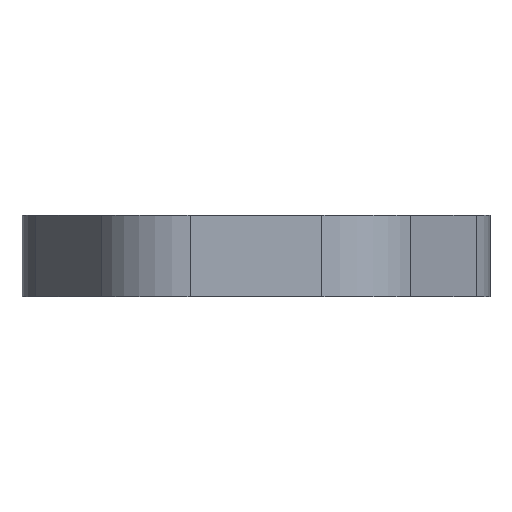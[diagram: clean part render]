
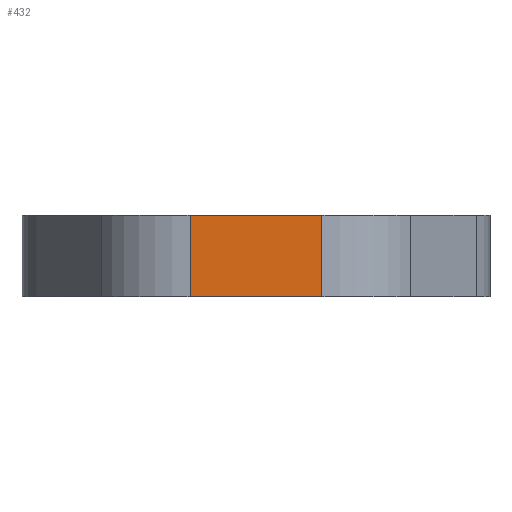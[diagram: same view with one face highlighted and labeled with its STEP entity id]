
A CAD part, front view. The second image highlights one B-rep face of the part: STEP entity #432.
In plain terms, the highlighted planar face has unit normal (0, -1, 0).
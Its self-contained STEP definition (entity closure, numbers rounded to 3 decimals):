
#9 = LINE ( 'NONE', #956, #428 ) ;
#13 = CARTESIAN_POINT ( 'NONE',  ( -3.222, -10.581, 4. ) ) ;
#45 = PLANE ( 'NONE',  #413 ) ;
#52 = VECTOR ( 'NONE', #900, 1000. ) ;
#74 = CARTESIAN_POINT ( 'NONE',  ( -3.222, -10.581, 4. ) ) ;
#86 = EDGE_CURVE ( 'NONE', #631, #797, #9, .T. ) ;
#92 = CARTESIAN_POINT ( 'NONE',  ( 3.222, -10.581, 4. ) ) ;
#100 = CARTESIAN_POINT ( 'NONE',  ( 3.222, -10.581, 4. ) ) ;
#138 = EDGE_CURVE ( 'NONE', #860, #904, #777, .T. ) ;
#150 = EDGE_CURVE ( 'NONE', #860, #631, #347, .T. ) ;
#153 = ORIENTED_EDGE ( 'NONE', *, *, #632, .T. ) ;
#199 = CARTESIAN_POINT ( 'NONE',  ( -6.109, -10.581, 4. ) ) ;
#200 = VECTOR ( 'NONE', #588, 1000. ) ;
#243 = CARTESIAN_POINT ( 'NONE',  ( 3.222, -10.581, 0. ) ) ;
#244 = LINE ( 'NONE', #92, #52 ) ;
#264 = DIRECTION ( 'NONE',  ( 0., 0., 1. ) ) ;
#287 = ORIENTED_EDGE ( 'NONE', *, *, #138, .F. ) ;
#347 = LINE ( 'NONE', #74, #200 ) ;
#361 = ORIENTED_EDGE ( 'NONE', *, *, #150, .T. ) ;
#413 = AXIS2_PLACEMENT_3D ( 'NONE', #199, #707, #264 ) ;
#428 = VECTOR ( 'NONE', #816, 1000. ) ;
#432 = ADVANCED_FACE ( 'NONE', ( #945 ), #45, .F. ) ;
#585 = VECTOR ( 'NONE', #729, 1000. ) ;
#588 = DIRECTION ( 'NONE',  ( 0., 0., -1. ) ) ;
#631 = VERTEX_POINT ( 'NONE', #894 ) ;
#632 = EDGE_CURVE ( 'NONE', #797, #904, #244, .T. ) ;
#707 = DIRECTION ( 'NONE',  ( 0., 1., 0. ) ) ;
#724 = ORIENTED_EDGE ( 'NONE', *, *, #86, .T. ) ;
#729 = DIRECTION ( 'NONE',  ( 1., 0., 0. ) ) ;
#777 = LINE ( 'NONE', #890, #585 ) ;
#797 = VERTEX_POINT ( 'NONE', #243 ) ;
#816 = DIRECTION ( 'NONE',  ( 1., 0., 0. ) ) ;
#860 = VERTEX_POINT ( 'NONE', #13 ) ;
#890 = CARTESIAN_POINT ( 'NONE',  ( -6.109, -10.581, 4. ) ) ;
#894 = CARTESIAN_POINT ( 'NONE',  ( -3.222, -10.581, 0. ) ) ;
#900 = DIRECTION ( 'NONE',  ( 0., 0., 1. ) ) ;
#904 = VERTEX_POINT ( 'NONE', #100 ) ;
#939 = EDGE_LOOP ( 'NONE', ( #724, #153, #287, #361 ) ) ;
#945 = FACE_OUTER_BOUND ( 'NONE', #939, .T. ) ;
#956 = CARTESIAN_POINT ( 'NONE',  ( -6.109, -10.581, 0. ) ) ;
